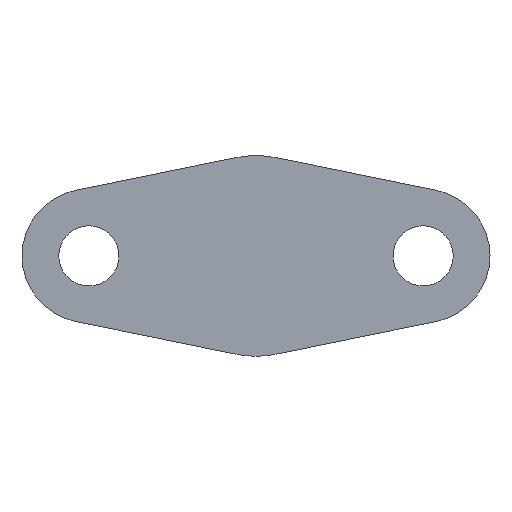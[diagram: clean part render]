
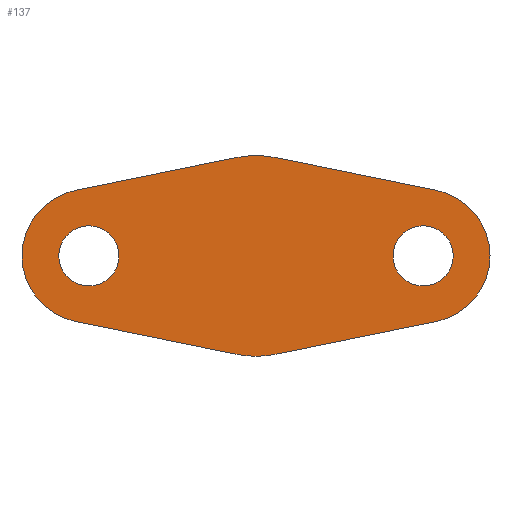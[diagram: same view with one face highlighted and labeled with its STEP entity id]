
A CAD part, front view. The second image highlights one B-rep face of the part: STEP entity #137.
In plain terms, the highlighted planar face has unit normal (0, -1, 0).
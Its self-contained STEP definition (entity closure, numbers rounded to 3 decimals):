
#2 = EDGE_CURVE ( 'NONE', #516, #617, #86, .T. ) ;
#11 = EDGE_CURVE ( 'NONE', #445, #154, #262, .T. ) ;
#15 = CARTESIAN_POINT ( 'NONE',  ( 12.5, 0., 2.25 ) ) ;
#16 = CIRCLE ( 'NONE', #510, 7.5 ) ;
#24 = CARTESIAN_POINT ( 'NONE',  ( 0., 0., -7.5 ) ) ;
#26 = CIRCLE ( 'NONE', #246, 5. ) ;
#36 = CIRCLE ( 'NONE', #454, 5. ) ;
#38 = CARTESIAN_POINT ( 'NONE',  ( -13.5, 0., -4.899 ) ) ;
#45 = ORIENTED_EDGE ( 'NONE', *, *, #412, .F. ) ;
#51 = CARTESIAN_POINT ( 'NONE',  ( -13.5, 0., 4.899 ) ) ;
#52 = VECTOR ( 'NONE', #596, 1000. ) ;
#53 = DIRECTION ( 'NONE',  ( 0., 1., 0. ) ) ;
#58 = ORIENTED_EDGE ( 'NONE', *, *, #256, .F. ) ;
#65 = VECTOR ( 'NONE', #311, 1000. ) ;
#73 = ORIENTED_EDGE ( 'NONE', *, *, #331, .F. ) ;
#76 = DIRECTION ( 'NONE',  ( 0., 1., 0. ) ) ;
#86 = CIRCLE ( 'NONE', #618, 2.25 ) ;
#89 = DIRECTION ( 'NONE',  ( 0., 0., 1. ) ) ;
#104 = LINE ( 'NONE', #356, #65 ) ;
#105 = ORIENTED_EDGE ( 'NONE', *, *, #462, .T. ) ;
#106 = EDGE_CURVE ( 'NONE', #553, #232, #104, .T. ) ;
#126 = DIRECTION ( 'NONE',  ( 0., 0., 1. ) ) ;
#128 = ORIENTED_EDGE ( 'NONE', *, *, #106, .F. ) ;
#137 = ADVANCED_FACE ( 'NONE', ( #496, #581, #585 ), #561, .F. ) ;
#139 = CARTESIAN_POINT ( 'NONE',  ( 13.5, 0., 4.899 ) ) ;
#141 = DIRECTION ( 'NONE',  ( 0.98, 0., -0.2 ) ) ;
#152 = DIRECTION ( 'NONE',  ( 0.98, 0., 0.2 ) ) ;
#154 = VERTEX_POINT ( 'NONE', #15 ) ;
#157 = DIRECTION ( 'NONE',  ( 0., 0., 1. ) ) ;
#168 = ORIENTED_EDGE ( 'NONE', *, *, #310, .F. ) ;
#170 = AXIS2_PLACEMENT_3D ( 'NONE', #200, #248, #541 ) ;
#200 = CARTESIAN_POINT ( 'NONE',  ( 12.5, 0., 0. ) ) ;
#205 = CARTESIAN_POINT ( 'NONE',  ( -12.5, 0., 2.25 ) ) ;
#207 = ORIENTED_EDGE ( 'NONE', *, *, #11, .T. ) ;
#213 = DIRECTION ( 'NONE',  ( 0., 1., 0. ) ) ;
#219 = ORIENTED_EDGE ( 'NONE', *, *, #432, .F. ) ;
#226 = EDGE_LOOP ( 'NONE', ( #476, #504, #73, #168, #128, #58, #45, #219, #446 ) ) ;
#232 = VERTEX_POINT ( 'NONE', #518 ) ;
#234 = CARTESIAN_POINT ( 'NONE',  ( -12.5, 0., -2.25 ) ) ;
#237 = DIRECTION ( 'NONE',  ( 0., 0., 1. ) ) ;
#246 = AXIS2_PLACEMENT_3D ( 'NONE', #404, #76, #157 ) ;
#248 = DIRECTION ( 'NONE',  ( 0., 1., 0. ) ) ;
#251 = DIRECTION ( 'NONE',  ( 0., 1., 0. ) ) ;
#255 = VECTOR ( 'NONE', #152, 1000. ) ;
#256 = EDGE_CURVE ( 'NONE', #416, #553, #26, .T. ) ;
#259 = AXIS2_PLACEMENT_3D ( 'NONE', #517, #368, #126 ) ;
#261 = CIRCLE ( 'NONE', #259, 7.5 ) ;
#262 = CIRCLE ( 'NONE', #170, 2.25 ) ;
#263 = VERTEX_POINT ( 'NONE', #24 ) ;
#276 = CIRCLE ( 'NONE', #374, 7.5 ) ;
#293 = CIRCLE ( 'NONE', #448, 2.25 ) ;
#297 = DIRECTION ( 'NONE',  ( 0., 0., 1. ) ) ;
#310 = EDGE_CURVE ( 'NONE', #232, #263, #261, .T. ) ;
#311 = DIRECTION ( 'NONE',  ( -0.98, 0., -0.2 ) ) ;
#316 = CARTESIAN_POINT ( 'NONE',  ( -12.5, 0., 0. ) ) ;
#319 = DIRECTION ( 'NONE',  ( 0., 0., 1. ) ) ;
#324 = CARTESIAN_POINT ( 'NONE',  ( 1.5, 0., 7.348 ) ) ;
#331 = EDGE_CURVE ( 'NONE', #263, #599, #276, .T. ) ;
#339 = ORIENTED_EDGE ( 'NONE', *, *, #2, .T. ) ;
#340 = DIRECTION ( 'NONE',  ( 0., 0., 1. ) ) ;
#346 = VERTEX_POINT ( 'NONE', #418 ) ;
#348 = CARTESIAN_POINT ( 'NONE',  ( -12.5, 0., 0. ) ) ;
#354 = VERTEX_POINT ( 'NONE', #324 ) ;
#356 = CARTESIAN_POINT ( 'NONE',  ( 1.5, 0., -7.348 ) ) ;
#359 = VERTEX_POINT ( 'NONE', #38 ) ;
#368 = DIRECTION ( 'NONE',  ( 0., 1., 0. ) ) ;
#370 = CARTESIAN_POINT ( 'NONE',  ( 0., 0., 0. ) ) ;
#371 = CIRCLE ( 'NONE', #579, 2.25 ) ;
#374 = AXIS2_PLACEMENT_3D ( 'NONE', #370, #465, #319 ) ;
#375 = CARTESIAN_POINT ( 'NONE',  ( 12.5, 0., -2.25 ) ) ;
#378 = LINE ( 'NONE', #51, #255 ) ;
#385 = CARTESIAN_POINT ( 'NONE',  ( -1.5, 0., -7.348 ) ) ;
#398 = EDGE_CURVE ( 'NONE', #359, #589, #36, .T. ) ;
#404 = CARTESIAN_POINT ( 'NONE',  ( 12.5, 0., 0. ) ) ;
#412 = EDGE_CURVE ( 'NONE', #354, #416, #523, .T. ) ;
#416 = VERTEX_POINT ( 'NONE', #139 ) ;
#418 = CARTESIAN_POINT ( 'NONE',  ( -1.5, 0., 7.348 ) ) ;
#425 = CARTESIAN_POINT ( 'NONE',  ( 13.5, 0., 4.899 ) ) ;
#428 = CARTESIAN_POINT ( 'NONE',  ( 0., 0., 0. ) ) ;
#432 = EDGE_CURVE ( 'NONE', #346, #354, #16, .T. ) ;
#433 = CARTESIAN_POINT ( 'NONE',  ( 12.5, 0., 0. ) ) ;
#436 = CARTESIAN_POINT ( 'NONE',  ( -13.5, 0., -4.899 ) ) ;
#443 = ORIENTED_EDGE ( 'NONE', *, *, #560, .T. ) ;
#445 = VERTEX_POINT ( 'NONE', #375 ) ;
#446 = ORIENTED_EDGE ( 'NONE', *, *, #609, .F. ) ;
#448 = AXIS2_PLACEMENT_3D ( 'NONE', #348, #251, #297 ) ;
#454 = AXIS2_PLACEMENT_3D ( 'NONE', #513, #528, #89 ) ;
#458 = EDGE_LOOP ( 'NONE', ( #339, #443 ) ) ;
#460 = EDGE_LOOP ( 'NONE', ( #207, #105 ) ) ;
#462 = EDGE_CURVE ( 'NONE', #154, #445, #371, .T. ) ;
#465 = DIRECTION ( 'NONE',  ( 0., 1., 0. ) ) ;
#476 = ORIENTED_EDGE ( 'NONE', *, *, #398, .F. ) ;
#488 = CARTESIAN_POINT ( 'NONE',  ( -12.5, 0., 0. ) ) ;
#495 = CARTESIAN_POINT ( 'NONE',  ( -13.5, 0., 4.899 ) ) ;
#496 = FACE_OUTER_BOUND ( 'NONE', #226, .T. ) ;
#504 = ORIENTED_EDGE ( 'NONE', *, *, #576, .F. ) ;
#510 = AXIS2_PLACEMENT_3D ( 'NONE', #428, #626, #237 ) ;
#513 = CARTESIAN_POINT ( 'NONE',  ( -12.5, 0., 0. ) ) ;
#516 = VERTEX_POINT ( 'NONE', #234 ) ;
#517 = CARTESIAN_POINT ( 'NONE',  ( 0., 0., 0. ) ) ;
#518 = CARTESIAN_POINT ( 'NONE',  ( 1.5, 0., -7.348 ) ) ;
#523 = LINE ( 'NONE', #425, #630 ) ;
#528 = DIRECTION ( 'NONE',  ( 0., 1., 0. ) ) ;
#541 = DIRECTION ( 'NONE',  ( 0., 0., 1. ) ) ;
#553 = VERTEX_POINT ( 'NONE', #621 ) ;
#560 = EDGE_CURVE ( 'NONE', #617, #516, #293, .T. ) ;
#561 = PLANE ( 'NONE',  #597 ) ;
#576 = EDGE_CURVE ( 'NONE', #599, #359, #605, .T. ) ;
#579 = AXIS2_PLACEMENT_3D ( 'NONE', #433, #628, #625 ) ;
#581 = FACE_BOUND ( 'NONE', #458, .T. ) ;
#585 = FACE_BOUND ( 'NONE', #460, .T. ) ;
#589 = VERTEX_POINT ( 'NONE', #495 ) ;
#596 = DIRECTION ( 'NONE',  ( -0.98, 0., 0.2 ) ) ;
#597 = AXIS2_PLACEMENT_3D ( 'NONE', #316, #213, #604 ) ;
#599 = VERTEX_POINT ( 'NONE', #385 ) ;
#604 = DIRECTION ( 'NONE',  ( 0., 0., 1. ) ) ;
#605 = LINE ( 'NONE', #436, #52 ) ;
#609 = EDGE_CURVE ( 'NONE', #589, #346, #378, .T. ) ;
#617 = VERTEX_POINT ( 'NONE', #205 ) ;
#618 = AXIS2_PLACEMENT_3D ( 'NONE', #488, #53, #340 ) ;
#621 = CARTESIAN_POINT ( 'NONE',  ( 13.5, 0., -4.899 ) ) ;
#625 = DIRECTION ( 'NONE',  ( 0., 0., 1. ) ) ;
#626 = DIRECTION ( 'NONE',  ( 0., 1., 0. ) ) ;
#628 = DIRECTION ( 'NONE',  ( 0., 1., 0. ) ) ;
#630 = VECTOR ( 'NONE', #141, 1000. ) ;
